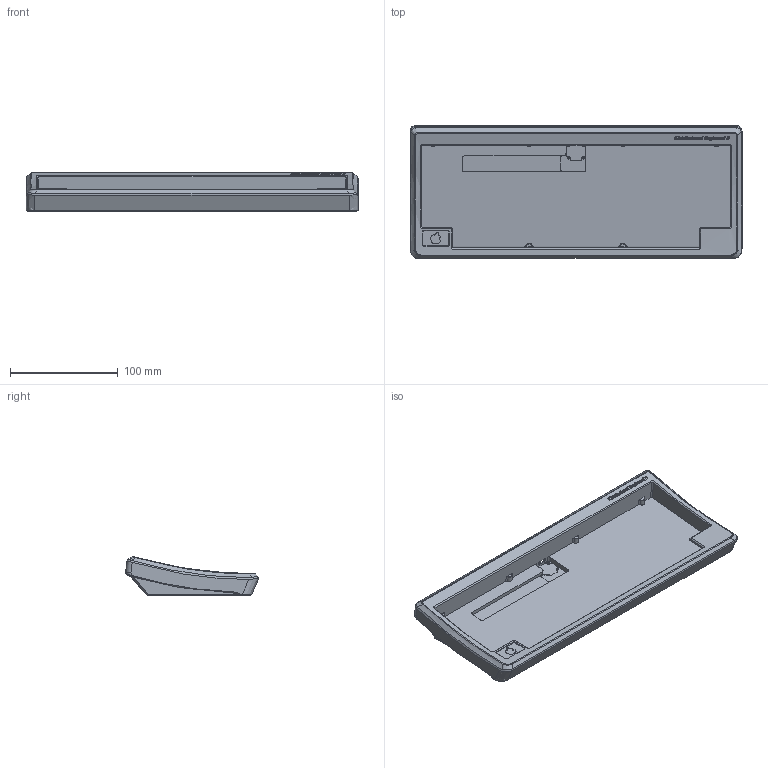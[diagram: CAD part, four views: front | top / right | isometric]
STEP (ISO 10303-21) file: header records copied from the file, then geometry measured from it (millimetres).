
FILE_DESCRIPTION(/* description */ (''),/* implementation_level */ '2;1');
FILE_NAME(/* name */ 'KRKII_Production.step',/* time_stamp */ '2022-09-28T19:43:21-04:00',/* author */ (''),/* organization */ (''),/* preprocessor_version */ 'ST-DEVELOPER v19',/* originating_system */ 'Autodesk Translation Framework v11.7.0.108',/* authorisation */ '');
FILE_SCHEMA (('AUTOMOTIVE_DESIGN { 1 0 10303 214 3 1 1 }'));
Length unit declared in the file: metre
Products named in the file (1): BAKENEKO_FREE
Bounding box: 307.7 x 122.98 x 35.99 mm (x, y, z)
Volume: 420016.3 mm3; surface area: 108059 mm2
Topology: 1 solids, 1 shells, 879 faces, 2417 edges, 1581 vertices
Faces by surface type: bspline 587, plane 188, cylinder 76, cone 28
Full cylindrical faces by diameter (mm): 1.6 x4, 8.3 x4
Entity records: 37061 total; most frequent: CARTESIAN_POINT 18792, ORIENTED_EDGE 4826, EDGE_CURVE 2413, DIRECTION 1897, VERTEX_POINT 1581, B_SPLINE_CURVE_WITH_KNOTS 1242, LINE 999, VECTOR 999
